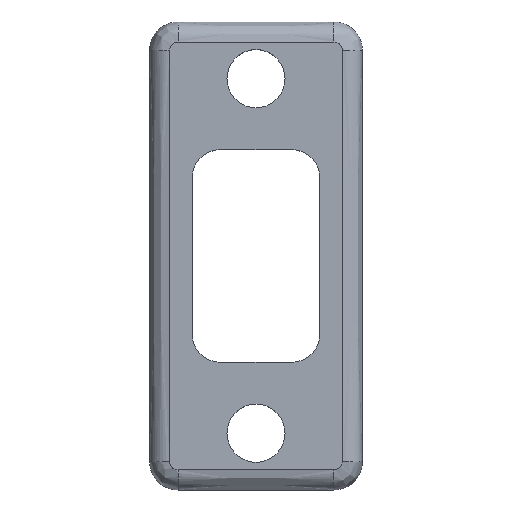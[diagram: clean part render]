
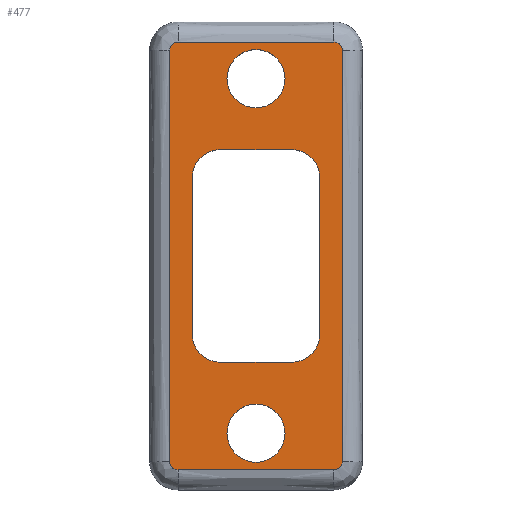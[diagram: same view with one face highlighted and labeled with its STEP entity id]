
A CAD part, top view. The second image highlights one B-rep face of the part: STEP entity #477.
In plain terms, the highlighted planar face has unit normal (0, 0, 1).
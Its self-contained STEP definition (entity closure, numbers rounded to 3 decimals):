
#15=FACE_BOUND('',#158,.T.);
#16=FACE_BOUND('',#159,.T.);
#17=FACE_BOUND('',#160,.T.);
#23=CIRCLE('',#514,2.05);
#24=CIRCLE('',#515,2.05);
#25=CIRCLE('',#516,2.);
#26=CIRCLE('',#517,2.);
#27=CIRCLE('',#518,2.);
#28=CIRCLE('',#519,2.);
#54=LINE('',#1025,#84);
#55=LINE('',#1029,#85);
#56=LINE('',#1033,#86);
#57=LINE('',#1037,#87);
#84=VECTOR('',#570,10.);
#85=VECTOR('',#573,10.);
#86=VECTOR('',#576,10.);
#87=VECTOR('',#579,10.);
#109=PLANE('',#513);
#129=FACE_OUTER_BOUND('',#157,.T.);
#157=EDGE_LOOP('',(#365,#366,#367,#368,#369,#370,#371,#372));
#158=EDGE_LOOP('',(#373));
#159=EDGE_LOOP('',(#374));
#160=EDGE_LOOP('',(#375,#376,#377,#378,#379,#380,#381,#382));
#180=B_SPLINE_CURVE_WITH_KNOTS('',3,(#687,#688,#689,#690,#691),
 .UNSPECIFIED.,.F.,.F.,(4,1,4),(0.,0.039,
0.092),.UNSPECIFIED.);
#185=B_SPLINE_CURVE_WITH_KNOTS('',3,(#740,#741,#742,#743),.UNSPECIFIED.,
 .F.,.F.,(4,4),(0.092,1.192),.UNSPECIFIED.);
#188=B_SPLINE_CURVE_WITH_KNOTS('',3,(#787,#788,#789,#790,#791),
 .UNSPECIFIED.,.F.,.F.,(4,1,4),(1.192,1.231,1.284),
 .UNSPECIFIED.);
#191=B_SPLINE_CURVE_WITH_KNOTS('',3,(#828,#829,#830,#831),.UNSPECIFIED.,
 .F.,.F.,(4,4),(1.284,4.184),.UNSPECIFIED.);
#194=B_SPLINE_CURVE_WITH_KNOTS('',3,(#875,#876,#877,#878,#879),
 .UNSPECIFIED.,.F.,.F.,(4,1,4),(4.184,4.223,4.276),
 .UNSPECIFIED.);
#197=B_SPLINE_CURVE_WITH_KNOTS('',3,(#916,#917,#918,#919),.UNSPECIFIED.,
 .F.,.F.,(4,4),(4.276,5.376),.UNSPECIFIED.);
#200=B_SPLINE_CURVE_WITH_KNOTS('',3,(#963,#964,#965,#966,#967),
 .UNSPECIFIED.,.F.,.F.,(4,1,4),(5.376,5.415,5.468),
 .UNSPECIFIED.);
#201=B_SPLINE_CURVE_WITH_KNOTS('',3,(#992,#993,#994,#995),.UNSPECIFIED.,
 .F.,.F.,(4,4),(5.468,8.368),.UNSPECIFIED.);
#204=VERTEX_POINT('',#679);
#205=VERTEX_POINT('',#686);
#207=VERTEX_POINT('',#728);
#209=VERTEX_POINT('',#774);
#211=VERTEX_POINT('',#816);
#213=VERTEX_POINT('',#862);
#215=VERTEX_POINT('',#904);
#217=VERTEX_POINT('',#950);
#224=VERTEX_POINT('',#1019);
#225=VERTEX_POINT('',#1021);
#226=VERTEX_POINT('',#1023);
#227=VERTEX_POINT('',#1024);
#228=VERTEX_POINT('',#1026);
#229=VERTEX_POINT('',#1028);
#230=VERTEX_POINT('',#1030);
#231=VERTEX_POINT('',#1032);
#232=VERTEX_POINT('',#1034);
#233=VERTEX_POINT('',#1036);
#248=EDGE_CURVE('',#204,#205,#180,.T.);
#253=EDGE_CURVE('',#205,#207,#185,.T.);
#256=EDGE_CURVE('',#207,#209,#188,.T.);
#259=EDGE_CURVE('',#209,#211,#191,.T.);
#262=EDGE_CURVE('',#211,#213,#194,.T.);
#265=EDGE_CURVE('',#213,#215,#197,.T.);
#268=EDGE_CURVE('',#215,#217,#200,.T.);
#269=EDGE_CURVE('',#217,#204,#201,.T.);
#280=EDGE_CURVE('',#224,#224,#23,.T.);
#281=EDGE_CURVE('',#225,#225,#24,.T.);
#282=EDGE_CURVE('',#226,#227,#54,.T.);
#283=EDGE_CURVE('',#228,#227,#25,.T.);
#284=EDGE_CURVE('',#228,#229,#55,.T.);
#285=EDGE_CURVE('',#230,#229,#26,.T.);
#286=EDGE_CURVE('',#230,#231,#56,.T.);
#287=EDGE_CURVE('',#232,#231,#27,.T.);
#288=EDGE_CURVE('',#232,#233,#57,.T.);
#289=EDGE_CURVE('',#226,#233,#28,.T.);
#365=ORIENTED_EDGE('',*,*,#248,.F.);
#366=ORIENTED_EDGE('',*,*,#269,.F.);
#367=ORIENTED_EDGE('',*,*,#268,.F.);
#368=ORIENTED_EDGE('',*,*,#265,.F.);
#369=ORIENTED_EDGE('',*,*,#262,.F.);
#370=ORIENTED_EDGE('',*,*,#259,.F.);
#371=ORIENTED_EDGE('',*,*,#256,.F.);
#372=ORIENTED_EDGE('',*,*,#253,.F.);
#373=ORIENTED_EDGE('',*,*,#280,.T.);
#374=ORIENTED_EDGE('',*,*,#281,.T.);
#375=ORIENTED_EDGE('',*,*,#282,.T.);
#376=ORIENTED_EDGE('',*,*,#283,.F.);
#377=ORIENTED_EDGE('',*,*,#284,.T.);
#378=ORIENTED_EDGE('',*,*,#285,.F.);
#379=ORIENTED_EDGE('',*,*,#286,.T.);
#380=ORIENTED_EDGE('',*,*,#287,.F.);
#381=ORIENTED_EDGE('',*,*,#288,.T.);
#382=ORIENTED_EDGE('',*,*,#289,.F.);
#477=ADVANCED_FACE('',(#129,#15,#16,#17),#109,.T.);
#513=AXIS2_PLACEMENT_3D('',#1018,#564,#565);
#514=AXIS2_PLACEMENT_3D('',#1020,#566,#567);
#515=AXIS2_PLACEMENT_3D('',#1022,#568,#569);
#516=AXIS2_PLACEMENT_3D('',#1027,#571,#572);
#517=AXIS2_PLACEMENT_3D('',#1031,#574,#575);
#518=AXIS2_PLACEMENT_3D('',#1035,#577,#578);
#519=AXIS2_PLACEMENT_3D('',#1038,#580,#581);
#564=DIRECTION('center_axis',(0.,0.,1.));
#565=DIRECTION('ref_axis',(-1.,0.,0.));
#566=DIRECTION('center_axis',(0.,0.,-1.));
#567=DIRECTION('ref_axis',(-1.,0.,0.));
#568=DIRECTION('center_axis',(0.,0.,-1.));
#569=DIRECTION('ref_axis',(-1.,0.,0.));
#570=DIRECTION('',(-1.,0.,0.));
#571=DIRECTION('center_axis',(0.,0.,1.));
#572=DIRECTION('ref_axis',(-0.707,-0.707,0.));
#573=DIRECTION('',(0.,1.,0.));
#574=DIRECTION('center_axis',(0.,0.,1.));
#575=DIRECTION('ref_axis',(-0.707,0.707,0.));
#576=DIRECTION('',(1.,0.,0.));
#577=DIRECTION('center_axis',(0.,0.,1.));
#578=DIRECTION('ref_axis',(0.707,0.707,0.));
#579=DIRECTION('',(0.,-1.,0.));
#580=DIRECTION('center_axis',(0.,0.,1.));
#581=DIRECTION('ref_axis',(0.707,-0.707,0.));
#679=CARTESIAN_POINT('',(46.414,184.5,-39.75));
#686=CARTESIAN_POINT('',(47.,185.086,-39.75));
#687=CARTESIAN_POINT('Ctrl Pts',(46.414,184.5,-39.75));
#688=CARTESIAN_POINT('Ctrl Pts',(46.414,184.632,-39.75));
#689=CARTESIAN_POINT('Ctrl Pts',(46.522,184.939,-39.75));
#690=CARTESIAN_POINT('Ctrl Pts',(46.825,185.086,-39.75));
#691=CARTESIAN_POINT('Ctrl Pts',(47.,185.086,-39.75));
#728=CARTESIAN_POINT('',(58.,185.086,-39.75));
#740=CARTESIAN_POINT('Ctrl Pts',(47.,185.086,-39.75));
#741=CARTESIAN_POINT('Ctrl Pts',(50.67,185.086,-39.75));
#742=CARTESIAN_POINT('Ctrl Pts',(54.33,185.086,-39.75));
#743=CARTESIAN_POINT('Ctrl Pts',(58.,185.086,-39.75));
#774=CARTESIAN_POINT('',(58.586,184.5,-39.75));
#787=CARTESIAN_POINT('Ctrl Pts',(58.,185.086,-39.75));
#788=CARTESIAN_POINT('Ctrl Pts',(58.132,185.086,-39.75));
#789=CARTESIAN_POINT('Ctrl Pts',(58.439,184.979,-39.75));
#790=CARTESIAN_POINT('Ctrl Pts',(58.586,184.675,-39.75));
#791=CARTESIAN_POINT('Ctrl Pts',(58.586,184.5,-39.75));
#816=CARTESIAN_POINT('',(58.586,155.5,-39.75));
#828=CARTESIAN_POINT('Ctrl Pts',(58.586,184.5,-39.75));
#829=CARTESIAN_POINT('Ctrl Pts',(58.586,174.824,-39.75));
#830=CARTESIAN_POINT('Ctrl Pts',(58.586,165.176,-39.75));
#831=CARTESIAN_POINT('Ctrl Pts',(58.586,155.5,-39.75));
#862=CARTESIAN_POINT('',(58.,154.914,-39.75));
#875=CARTESIAN_POINT('Ctrl Pts',(58.586,155.5,-39.75));
#876=CARTESIAN_POINT('Ctrl Pts',(58.586,155.368,-39.75));
#877=CARTESIAN_POINT('Ctrl Pts',(58.479,155.061,-39.75));
#878=CARTESIAN_POINT('Ctrl Pts',(58.175,154.914,-39.75));
#879=CARTESIAN_POINT('Ctrl Pts',(58.,154.914,-39.75));
#904=CARTESIAN_POINT('',(47.,154.914,-39.75));
#916=CARTESIAN_POINT('Ctrl Pts',(58.,154.914,-39.75));
#917=CARTESIAN_POINT('Ctrl Pts',(54.33,154.914,-39.75));
#918=CARTESIAN_POINT('Ctrl Pts',(50.67,154.914,-39.75));
#919=CARTESIAN_POINT('Ctrl Pts',(47.,154.914,-39.75));
#950=CARTESIAN_POINT('',(46.414,155.5,-39.75));
#963=CARTESIAN_POINT('Ctrl Pts',(47.,154.914,-39.75));
#964=CARTESIAN_POINT('Ctrl Pts',(46.868,154.914,-39.75));
#965=CARTESIAN_POINT('Ctrl Pts',(46.561,155.021,-39.75));
#966=CARTESIAN_POINT('Ctrl Pts',(46.414,155.325,-39.75));
#967=CARTESIAN_POINT('Ctrl Pts',(46.414,155.5,-39.75));
#992=CARTESIAN_POINT('Ctrl Pts',(46.414,155.5,-39.75));
#993=CARTESIAN_POINT('Ctrl Pts',(46.414,165.176,-39.75));
#994=CARTESIAN_POINT('Ctrl Pts',(46.414,174.811,-39.75));
#995=CARTESIAN_POINT('Ctrl Pts',(46.414,184.5,-39.75));
#1018=CARTESIAN_POINT('Origin',(52.5,170.,-39.75));
#1019=CARTESIAN_POINT('',(54.55,157.5,-39.75));
#1020=CARTESIAN_POINT('Origin',(52.5,157.5,-39.75));
#1021=CARTESIAN_POINT('',(54.55,182.5,-39.75));
#1022=CARTESIAN_POINT('Origin',(52.5,182.5,-39.75));
#1023=CARTESIAN_POINT('',(55.,162.5,-39.75));
#1024=CARTESIAN_POINT('',(50.,162.5,-39.75));
#1025=CARTESIAN_POINT('',(57.,162.5,-39.75));
#1026=CARTESIAN_POINT('',(48.,164.5,-39.75));
#1027=CARTESIAN_POINT('Origin',(50.,164.5,-39.75));
#1028=CARTESIAN_POINT('',(48.,175.5,-39.75));
#1029=CARTESIAN_POINT('',(48.,162.5,-39.75));
#1030=CARTESIAN_POINT('',(50.,177.5,-39.75));
#1031=CARTESIAN_POINT('Origin',(50.,175.5,-39.75));
#1032=CARTESIAN_POINT('',(55.,177.5,-39.75));
#1033=CARTESIAN_POINT('',(48.,177.5,-39.75));
#1034=CARTESIAN_POINT('',(57.,175.5,-39.75));
#1035=CARTESIAN_POINT('Origin',(55.,175.5,-39.75));
#1036=CARTESIAN_POINT('',(57.,164.5,-39.75));
#1037=CARTESIAN_POINT('',(57.,177.5,-39.75));
#1038=CARTESIAN_POINT('Origin',(55.,164.5,-39.75));
